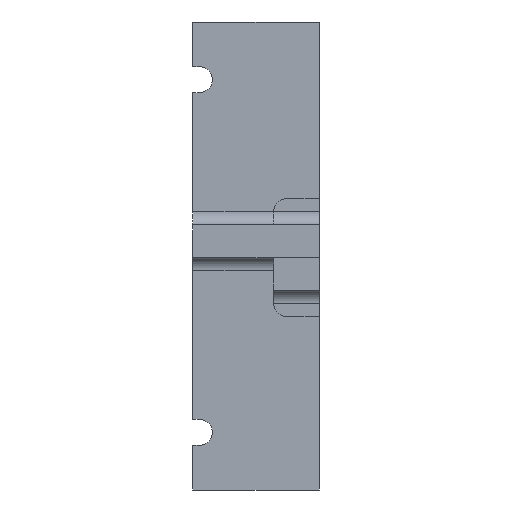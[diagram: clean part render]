
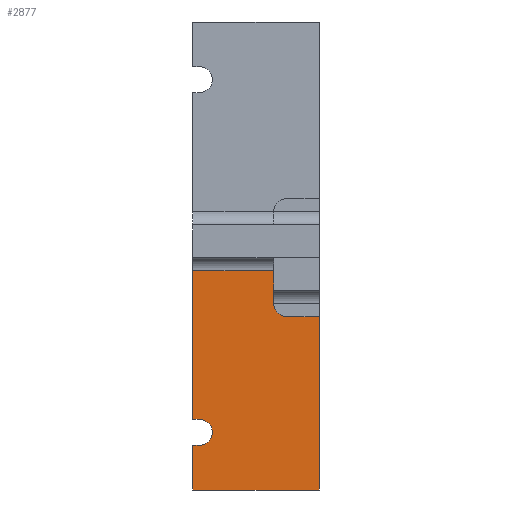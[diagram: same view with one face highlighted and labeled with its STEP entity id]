
A CAD part, left-side view. The second image highlights one B-rep face of the part: STEP entity #2877.
In plain terms, the highlighted planar face has unit normal (-1, 0, 0).
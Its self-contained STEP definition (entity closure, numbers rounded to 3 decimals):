
#87=FACE_OUTER_BOUND('',#236,.T.);
#236=EDGE_LOOP('',(#2065,#2066,#2067,#2068,#2069,#2070,#2071,#2072,#2073,
#2074,#2075));
#399=CIRCLE('',#3092,2.);
#400=CIRCLE('',#3093,2.);
#562=LINE('',#4406,#914);
#564=LINE('',#4412,#916);
#565=LINE('',#4414,#917);
#566=LINE('',#4418,#918);
#567=LINE('',#4420,#919);
#568=LINE('',#4422,#920);
#569=LINE('',#4424,#921);
#570=LINE('',#4426,#922);
#571=LINE('',#4429,#923);
#914=VECTOR('',#3516,10.);
#916=VECTOR('',#3522,10.);
#917=VECTOR('',#3523,10.);
#918=VECTOR('',#3526,10.);
#919=VECTOR('',#3527,10.);
#920=VECTOR('',#3528,10.);
#921=VECTOR('',#3529,10.);
#922=VECTOR('',#3530,10.);
#923=VECTOR('',#3533,10.);
#1284=VERTEX_POINT('',#4403);
#1285=VERTEX_POINT('',#4405);
#1287=VERTEX_POINT('',#4411);
#1288=VERTEX_POINT('',#4413);
#1289=VERTEX_POINT('',#4415);
#1290=VERTEX_POINT('',#4417);
#1291=VERTEX_POINT('',#4419);
#1292=VERTEX_POINT('',#4421);
#1293=VERTEX_POINT('',#4423);
#1294=VERTEX_POINT('',#4425);
#1295=VERTEX_POINT('',#4427);
#1595=EDGE_CURVE('',#1284,#1285,#562,.T.);
#1598=EDGE_CURVE('',#1284,#1287,#564,.T.);
#1599=EDGE_CURVE('',#1287,#1288,#565,.T.);
#1600=EDGE_CURVE('',#1288,#1289,#399,.T.);
#1601=EDGE_CURVE('',#1289,#1290,#566,.T.);
#1602=EDGE_CURVE('',#1290,#1291,#567,.T.);
#1603=EDGE_CURVE('',#1292,#1291,#568,.T.);
#1604=EDGE_CURVE('',#1292,#1293,#569,.T.);
#1605=EDGE_CURVE('',#1293,#1294,#570,.T.);
#1606=EDGE_CURVE('',#1295,#1294,#400,.T.);
#1607=EDGE_CURVE('',#1295,#1285,#571,.T.);
#2065=ORIENTED_EDGE('',*,*,#1595,.F.);
#2066=ORIENTED_EDGE('',*,*,#1598,.T.);
#2067=ORIENTED_EDGE('',*,*,#1599,.T.);
#2068=ORIENTED_EDGE('',*,*,#1600,.T.);
#2069=ORIENTED_EDGE('',*,*,#1601,.T.);
#2070=ORIENTED_EDGE('',*,*,#1602,.T.);
#2071=ORIENTED_EDGE('',*,*,#1603,.F.);
#2072=ORIENTED_EDGE('',*,*,#1604,.T.);
#2073=ORIENTED_EDGE('',*,*,#1605,.T.);
#2074=ORIENTED_EDGE('',*,*,#1606,.F.);
#2075=ORIENTED_EDGE('',*,*,#1607,.T.);
#2757=PLANE('',#3091);
#2877=ADVANCED_FACE('',(#87),#2757,.T.);
#3091=AXIS2_PLACEMENT_3D('',#4410,#3520,#3521);
#3092=AXIS2_PLACEMENT_3D('',#4416,#3524,#3525);
#3093=AXIS2_PLACEMENT_3D('',#4428,#3531,#3532);
#3516=DIRECTION('',(0.,-1.,0.));
#3520=DIRECTION('center_axis',(-1.,0.,0.));
#3521=DIRECTION('ref_axis',(0.,0.,1.));
#3522=DIRECTION('',(0.,0.,-1.));
#3523=DIRECTION('',(0.,-1.,0.));
#3524=DIRECTION('center_axis',(1.,0.,0.));
#3525=DIRECTION('ref_axis',(0.,0.,-1.));
#3526=DIRECTION('',(0.,1.,0.));
#3527=DIRECTION('',(0.,0.,-1.));
#3528=DIRECTION('',(0.,1.,0.));
#3529=DIRECTION('',(0.,0.,1.));
#3530=DIRECTION('',(0.,1.,0.));
#3531=DIRECTION('center_axis',(-1.,0.,0.));
#3532=DIRECTION('ref_axis',(0.,0.707,-0.707));
#3533=DIRECTION('',(0.,0.,1.));
#4403=CARTESIAN_POINT('',(-62.26,19.35,-4.5));
#4405=CARTESIAN_POINT('',(-62.26,7.,-4.5));
#4406=CARTESIAN_POINT('',(-62.26,0.,-4.5));
#4410=CARTESIAN_POINT('Origin',(-62.26,0.,-38.));
#4411=CARTESIAN_POINT('',(-62.26,19.35,-27.2));
#4412=CARTESIAN_POINT('',(-62.26,19.35,-20.125));
#4413=CARTESIAN_POINT('',(-62.26,18.35,-27.2));
#4414=CARTESIAN_POINT('',(-62.26,9.675,-27.2));
#4415=CARTESIAN_POINT('',(-62.26,18.35,-31.2));
#4416=CARTESIAN_POINT('Origin',(-62.26,18.35,-29.2));
#4417=CARTESIAN_POINT('',(-62.26,19.35,-31.2));
#4418=CARTESIAN_POINT('',(-62.26,9.175,-31.2));
#4419=CARTESIAN_POINT('',(-62.26,19.35,-38.));
#4420=CARTESIAN_POINT('',(-62.26,19.35,-20.125));
#4421=CARTESIAN_POINT('',(-62.26,0.,-38.));
#4422=CARTESIAN_POINT('',(-62.26,0.,-38.));
#4423=CARTESIAN_POINT('',(-62.26,0.,-11.5));
#4424=CARTESIAN_POINT('',(-62.26,0.,-38.));
#4425=CARTESIAN_POINT('',(-62.26,5.,-11.5));
#4426=CARTESIAN_POINT('',(-62.26,0.,-11.5));
#4427=CARTESIAN_POINT('',(-62.26,7.,-9.5));
#4428=CARTESIAN_POINT('Origin',(-62.26,5.,-9.5));
#4429=CARTESIAN_POINT('',(-62.26,7.,-20.25));
